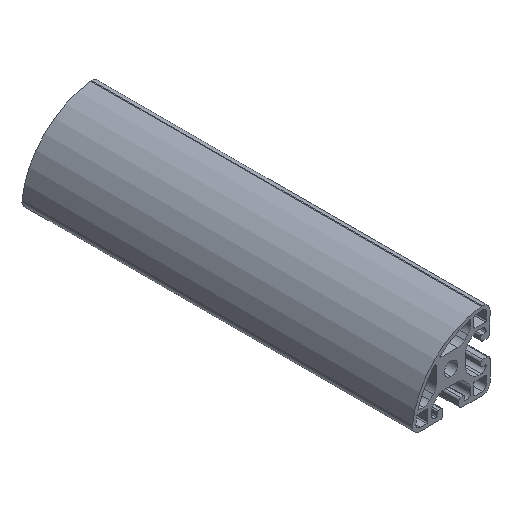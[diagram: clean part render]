
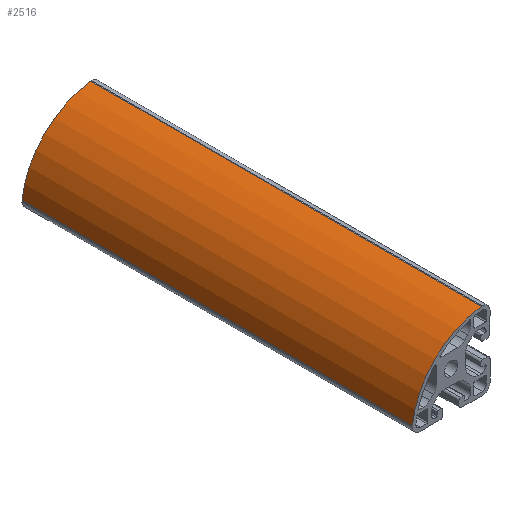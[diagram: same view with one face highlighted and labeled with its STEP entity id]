
A CAD part, isometric view. The second image highlights one B-rep face of the part: STEP entity #2516.
In plain terms, the highlighted cylindrical face has radius 40 mm (diameter 80 mm), a partial arc.
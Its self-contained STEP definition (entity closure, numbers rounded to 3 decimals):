
#14 = DIRECTION ( 'NONE',  ( 0., 1., 0. ) ) ;
#159 = DIRECTION ( 'NONE',  ( 0., 0., 1. ) ) ;
#191 = DIRECTION ( 'NONE',  ( 0., 1., 0. ) ) ;
#216 = ORIENTED_EDGE ( 'NONE', *, *, #779, .T. ) ;
#299 = DIRECTION ( 'NONE',  ( 0., 0., 1. ) ) ;
#308 = LINE ( 'NONE', #3510, #791 ) ;
#481 = VERTEX_POINT ( 'NONE', #3026 ) ;
#779 = EDGE_CURVE ( 'NONE', #1209, #1890, #1274, .T. ) ;
#791 = VECTOR ( 'NONE', #3535, 1000. ) ;
#834 = LINE ( 'NONE', #1867, #2659 ) ;
#860 = EDGE_CURVE ( 'NONE', #1890, #1586, #308, .T. ) ;
#876 = ORIENTED_EDGE ( 'NONE', *, *, #983, .T. ) ;
#894 = AXIS2_PLACEMENT_3D ( 'NONE', #3416, #14, #299 ) ;
#983 = EDGE_CURVE ( 'NONE', #481, #1209, #834, .T. ) ;
#1209 = VERTEX_POINT ( 'NONE', #1682 ) ;
#1239 = CARTESIAN_POINT ( 'NONE',  ( -19.864, 200., -15.444 ) ) ;
#1268 = ORIENTED_EDGE ( 'NONE', *, *, #860, .T. ) ;
#1271 = CARTESIAN_POINT ( 'NONE',  ( 19.889, 0., -19.889 ) ) ;
#1274 = CIRCLE ( 'NONE', #2671, 40. ) ;
#1412 = EDGE_CURVE ( 'NONE', #1586, #481, #2879, .T. ) ;
#1473 = AXIS2_PLACEMENT_3D ( 'NONE', #1271, #3242, #159 ) ;
#1487 = ORIENTED_EDGE ( 'NONE', *, *, #1412, .T. ) ;
#1586 = VERTEX_POINT ( 'NONE', #2143 ) ;
#1682 = CARTESIAN_POINT ( 'NONE',  ( 15.444, 200., 19.864 ) ) ;
#1867 = CARTESIAN_POINT ( 'NONE',  ( 15.444, 0., 19.864 ) ) ;
#1890 = VERTEX_POINT ( 'NONE', #1239 ) ;
#2143 = CARTESIAN_POINT ( 'NONE',  ( -19.864, 0., -15.444 ) ) ;
#2151 = CYLINDRICAL_SURFACE ( 'NONE', #894, 40. ) ;
#2516 = ADVANCED_FACE ( 'NONE', ( #3493 ), #2151, .T. ) ;
#2659 = VECTOR ( 'NONE', #191, 1000. ) ;
#2671 = AXIS2_PLACEMENT_3D ( 'NONE', #2929, #3192, #3523 ) ;
#2879 = CIRCLE ( 'NONE', #1473, 40. ) ;
#2929 = CARTESIAN_POINT ( 'NONE',  ( 19.889, 200., -19.889 ) ) ;
#3026 = CARTESIAN_POINT ( 'NONE',  ( 15.444, 0., 19.864 ) ) ;
#3083 = EDGE_LOOP ( 'NONE', ( #1487, #876, #216, #1268 ) ) ;
#3192 = DIRECTION ( 'NONE',  ( 0., -1., 0. ) ) ;
#3242 = DIRECTION ( 'NONE',  ( 0., 1., 0. ) ) ;
#3416 = CARTESIAN_POINT ( 'NONE',  ( 19.889, 0., -19.889 ) ) ;
#3493 = FACE_OUTER_BOUND ( 'NONE', #3083, .T. ) ;
#3510 = CARTESIAN_POINT ( 'NONE',  ( -19.864, 0., -15.444 ) ) ;
#3523 = DIRECTION ( 'NONE',  ( 0., 0., 1. ) ) ;
#3535 = DIRECTION ( 'NONE',  ( 0., -1., 0. ) ) ;
